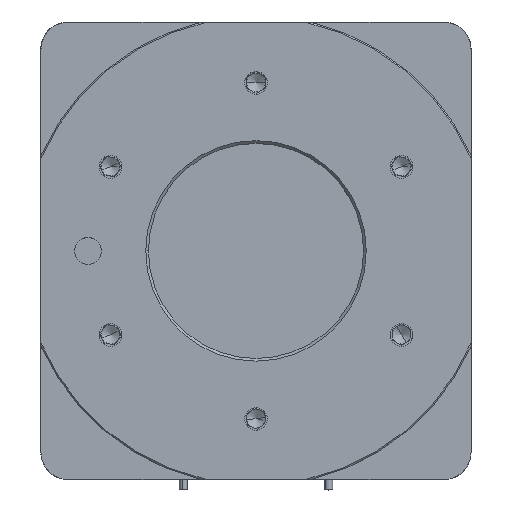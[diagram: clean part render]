
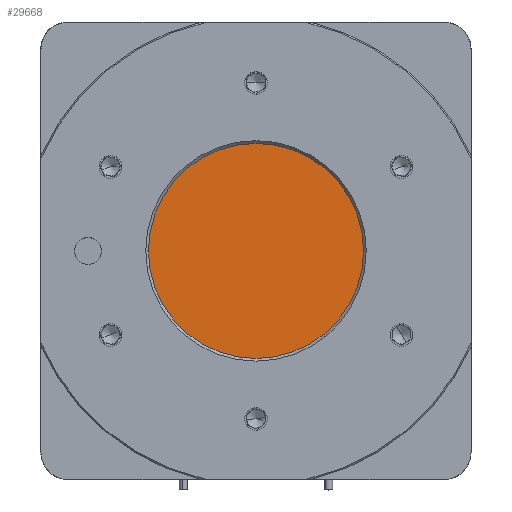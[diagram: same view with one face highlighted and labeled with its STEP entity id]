
A CAD part, top view. The second image highlights one B-rep face of the part: STEP entity #29668.
In plain terms, the highlighted planar face has unit normal (0, 0, 1).
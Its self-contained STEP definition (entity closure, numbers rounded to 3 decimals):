
#447 = CIRCLE ( 'NONE', #21236, 40. ) ;
#2068 = CARTESIAN_POINT ( 'NONE',  ( 0., 0., -3.5 ) ) ;
#3325 = PLANE ( 'NONE',  #13631 ) ;
#5190 = VERTEX_POINT ( 'NONE', #9290 ) ;
#8308 = VERTEX_POINT ( 'NONE', #21560 ) ;
#9234 = DIRECTION ( 'NONE',  ( 0., 0., 1. ) ) ;
#9290 = CARTESIAN_POINT ( 'NONE',  ( 40., 0., -3.5 ) ) ;
#13631 = AXIS2_PLACEMENT_3D ( 'NONE', #17071, #14325, #35456 ) ;
#13735 = EDGE_LOOP ( 'NONE', ( #26209, #14478 ) ) ;
#14325 = DIRECTION ( 'NONE',  ( 0., 0., 1. ) ) ;
#14478 = ORIENTED_EDGE ( 'NONE', *, *, #19214, .T. ) ;
#15829 = DIRECTION ( 'NONE',  ( 0., 0., 1. ) ) ;
#17071 = CARTESIAN_POINT ( 'NONE',  ( 0., 0., -3.5 ) ) ;
#19214 = EDGE_CURVE ( 'NONE', #8308, #5190, #32726, .T. ) ;
#21236 = AXIS2_PLACEMENT_3D ( 'NONE', #33921, #9234, #25695 ) ;
#21482 = DIRECTION ( 'NONE',  ( 1., 0., 0. ) ) ;
#21560 = CARTESIAN_POINT ( 'NONE',  ( -40., 0., -3.5 ) ) ;
#21812 = EDGE_CURVE ( 'NONE', #5190, #8308, #447, .T. ) ;
#25248 = FACE_OUTER_BOUND ( 'NONE', #13735, .T. ) ;
#25695 = DIRECTION ( 'NONE',  ( 1., 0., 0. ) ) ;
#26209 = ORIENTED_EDGE ( 'NONE', *, *, #21812, .T. ) ;
#29668 = ADVANCED_FACE ( 'NONE', ( #25248 ), #3325, .T. ) ;
#32726 = CIRCLE ( 'NONE', #33975, 40. ) ;
#33921 = CARTESIAN_POINT ( 'NONE',  ( 0., 0., -3.5 ) ) ;
#33975 = AXIS2_PLACEMENT_3D ( 'NONE', #2068, #15829, #21482 ) ;
#35456 = DIRECTION ( 'NONE',  ( 1., 0., 0. ) ) ;
